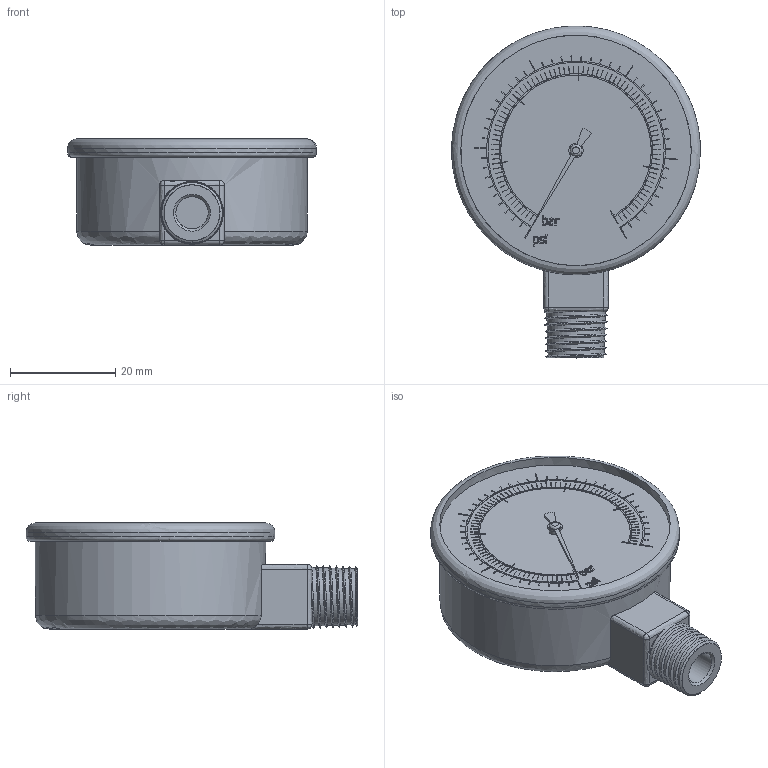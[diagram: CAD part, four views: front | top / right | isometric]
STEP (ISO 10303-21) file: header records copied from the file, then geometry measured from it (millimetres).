
FILE_DESCRIPTION(('FreeCAD Model'),'2;1');
FILE_NAME('Open CASCADE Shape Model','2025-05-09T20:09:09',('FreeCAD'),( 'FreeCAD'),'Open CASCADE STEP processor 7.6','FreeCAD','Unknown');
FILE_SCHEMA(('AUTOMOTIVE_DESIGN { 1 0 10303 214 1 1 1 1 }'));
Length unit declared in the file: millimetre
Products named in the file (1): Open CASCADE STEP translator 7.6 1
Bounding box: 47.31 x 63.06 x 20.15 mm (x, y, z)
Volume: 30567 mm3; surface area: 7931.1 mm2
Topology: 157 solids, 157 shells, 1087 faces, 2260 edges, 1502 vertices
Faces by surface type: bspline 1087
Entity records: 28886 total; most frequent: CARTESIAN_POINT 14493, ORIENTED_EDGE 4520, EDGE_CURVE 2260, B_SPLINE_CURVE_WITH_KNOTS 1693, VERTEX_POINT 1502, FACE_BOUND 1102, EDGE_LOOP 1102, ADVANCED_FACE 1087
